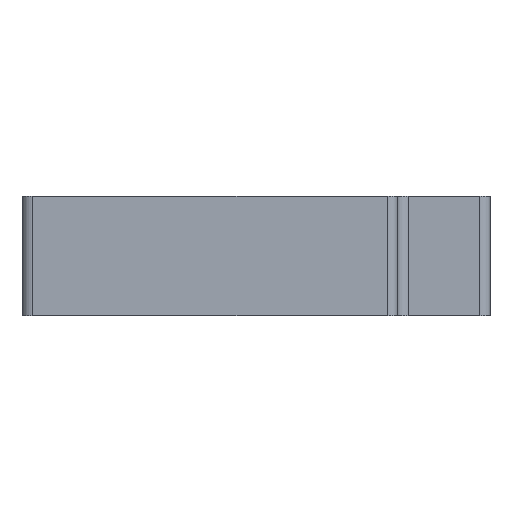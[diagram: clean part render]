
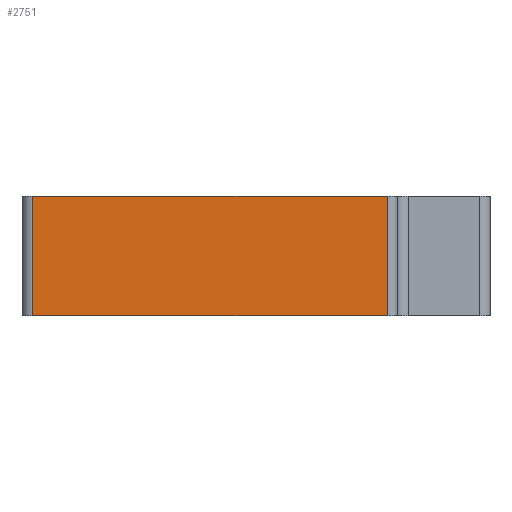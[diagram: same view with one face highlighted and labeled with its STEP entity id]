
A CAD part, front view. The second image highlights one B-rep face of the part: STEP entity #2751.
In plain terms, the highlighted planar face has unit normal (0, -1, 0).
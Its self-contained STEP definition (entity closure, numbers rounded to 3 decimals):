
#203=FACE_OUTER_BOUND('',#376,.T.);
#376=EDGE_LOOP('',(#2101,#2102,#2103,#2104));
#529=LINE('',#3944,#851);
#594=LINE('',#4184,#916);
#663=LINE('',#4334,#985);
#664=LINE('',#4336,#986);
#851=VECTOR('',#3166,10.);
#916=VECTOR('',#3357,10.);
#985=VECTOR('',#3442,10.);
#986=VECTOR('',#3445,10.);
#1171=VERTEX_POINT('',#3941);
#1172=VERTEX_POINT('',#3943);
#1261=VERTEX_POINT('',#4181);
#1262=VERTEX_POINT('',#4183);
#1444=EDGE_CURVE('',#1172,#1171,#529,.T.);
#1557=EDGE_CURVE('',#1262,#1261,#594,.T.);
#1633=EDGE_CURVE('',#1172,#1261,#663,.T.);
#1634=EDGE_CURVE('',#1262,#1171,#664,.T.);
#2101=ORIENTED_EDGE('',*,*,#1633,.F.);
#2102=ORIENTED_EDGE('',*,*,#1444,.T.);
#2103=ORIENTED_EDGE('',*,*,#1634,.F.);
#2104=ORIENTED_EDGE('',*,*,#1557,.T.);
#2632=PLANE('',#2969);
#2751=ADVANCED_FACE('',(#203),#2632,.T.);
#2969=AXIS2_PLACEMENT_3D('',#4335,#3443,#3444);
#3166=DIRECTION('',(1.,0.,0.));
#3357=DIRECTION('',(-1.,0.,0.));
#3442=DIRECTION('',(0.,0.,1.));
#3443=DIRECTION('center_axis',(0.,-1.,
0.));
#3444=DIRECTION('ref_axis',(1.,0.,0.));
#3445=DIRECTION('',(0.,0.,-1.));
#3941=CARTESIAN_POINT('',(-62.833,-402.501,-28.47));
#3943=CARTESIAN_POINT('',(-164.623,-402.501,-28.47));
#3944=CARTESIAN_POINT('',(-133.319,-402.501,-28.47));
#4181=CARTESIAN_POINT('',(-164.623,-402.501,5.93));
#4183=CARTESIAN_POINT('',(-62.833,-402.501,5.93));
#4184=CARTESIAN_POINT('',(-133.319,-402.501,5.93));
#4334=CARTESIAN_POINT('',(-164.623,-402.501,1.43));
#4335=CARTESIAN_POINT('Origin',(-166.123,-402.501,1.43));
#4336=CARTESIAN_POINT('',(-62.833,-402.501,1.43));
